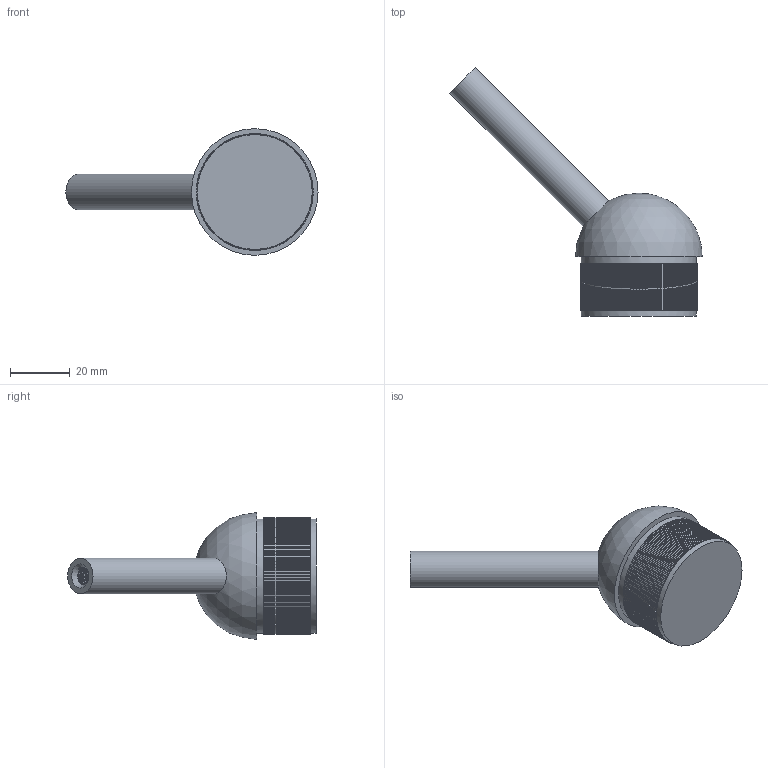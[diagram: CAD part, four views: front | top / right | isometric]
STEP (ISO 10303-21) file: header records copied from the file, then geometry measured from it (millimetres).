
FILE_DESCRIPTION(/* description */ (''),/* implementation_level */ '2;1');
FILE_NAME(/* name */ 'Handlauftraeger_X180.stp',/* time_stamp */ '2017-07-27T22:52:11+02:00',/* author */ (''),/* organization */ (''),/* preprocessor_version */ 'ST-DEVELOPER v16',/* originating_system */ 'SIEMENS PLM Software NX 11.0',/* authorisation */ '');
FILE_SCHEMA (('AUTOMOTIVE_DESIGN { 1 0 10303 214 3 1 1 1 }'));
Length unit declared in the file: millimetre
Products named in the file (1): Goge2304B54Ero0y
Bounding box: 84.44 x 83.24 x 42.4 mm (x, y, z)
Volume: 50168.4 mm3; surface area: 11719.5 mm2
Topology: 1 solids, 1 shells, 1214 faces, 2915 edges, 1944 vertices
Faces by surface type: plane 1205, cylinder 4, bspline 3, sphere 1, cone 1
Full cylindrical faces by diameter (mm): 12 x1, 38.5 x1
Entity records: 39573 total; most frequent: CARTESIAN_POINT 10726, ORIENTED_EDGE 5808, DIRECTION 5805, EDGE_CURVE 2904, LINE 2403, VECTOR 2403, VERTEX_POINT 1938, AXIS2_PLACEMENT_3D 1701
